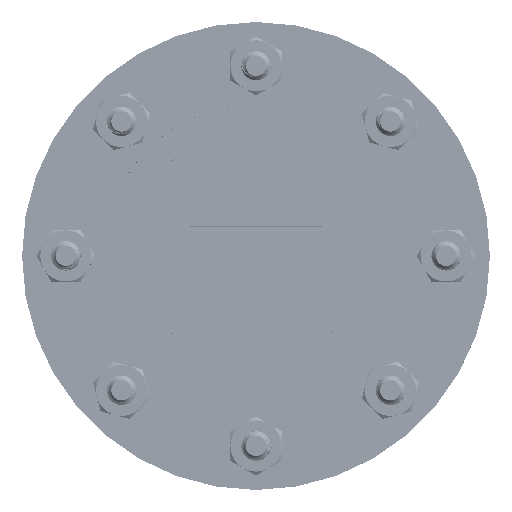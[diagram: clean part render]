
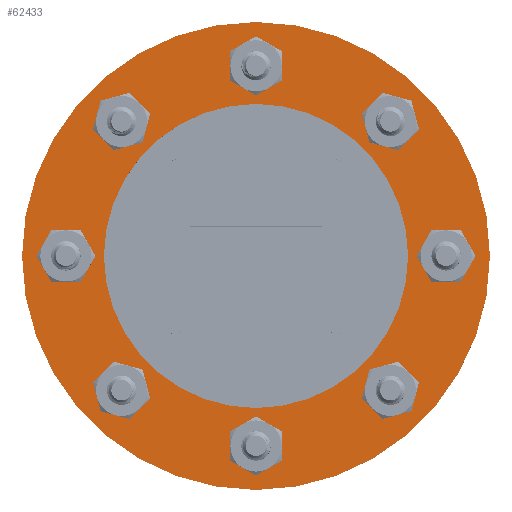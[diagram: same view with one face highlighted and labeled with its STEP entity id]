
A CAD part, top view. The second image highlights one B-rep face of the part: STEP entity #62433.
In plain terms, the highlighted planar face has unit normal (0, 0, 1).
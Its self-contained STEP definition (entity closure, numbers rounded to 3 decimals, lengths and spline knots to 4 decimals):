
#1948 = DIRECTION ( 'NONE',  ( 0., 0., 1. ) ) ;
#3087 = VERTEX_POINT ( 'NONE', #72514 ) ;
#4868 = EDGE_CURVE ( 'NONE', #34653, #34653, #48029, .T. ) ;
#6304 = EDGE_LOOP ( 'NONE', ( #43916 ) ) ;
#9569 = EDGE_CURVE ( 'NONE', #83073, #83073, #32456, .T. ) ;
#10206 = DIRECTION ( 'NONE',  ( 1., 0., 0. ) ) ;
#13390 = DIRECTION ( 'NONE',  ( 1., 0., 0. ) ) ;
#19799 = CARTESIAN_POINT ( 'NONE',  ( 0., 0., -2.42 ) ) ;
#20336 = AXIS2_PLACEMENT_3D ( 'NONE', #19799, #69092, #13390 ) ;
#22229 = AXIS2_PLACEMENT_3D ( 'NONE', #27070, #48089, #41245 ) ;
#22959 = DIRECTION ( 'NONE',  ( 1., 0., 0. ) ) ;
#25416 = CIRCLE ( 'NONE', #50181, 0.1023 ) ;
#26346 = EDGE_LOOP ( 'NONE', ( #77412 ) ) ;
#27070 = CARTESIAN_POINT ( 'NONE',  ( 0., 0., -2.42 ) ) ;
#29392 = FACE_OUTER_BOUND ( 'NONE', #26346, .T. ) ;
#32456 = CIRCLE ( 'NONE', #22229, 1.3 ) ;
#34653 = VERTEX_POINT ( 'NONE', #48802 ) ;
#36687 = CARTESIAN_POINT ( 'NONE',  ( 0., 1.625, -2.42 ) ) ;
#41245 = DIRECTION ( 'NONE',  ( 1., 0., 0. ) ) ;
#43550 = FACE_BOUND ( 'NONE', #72861, .T. ) ;
#43916 = ORIENTED_EDGE ( 'NONE', *, *, #9569, .F. ) ;
#44444 = PLANE ( 'NONE',  #48273 ) ;
#44895 = DIRECTION ( 'NONE',  ( 0., 0., 1. ) ) ;
#47890 = CARTESIAN_POINT ( 'NONE',  ( 1.3, 0., -2.42 ) ) ;
#48029 = CIRCLE ( 'NONE', #20336, 2. ) ;
#48089 = DIRECTION ( 'NONE',  ( 0., 0., 1. ) ) ;
#48273 = AXIS2_PLACEMENT_3D ( 'NONE', #57662, #44895, #10206 ) ;
#48802 = CARTESIAN_POINT ( 'NONE',  ( 2., 0., -2.42 ) ) ;
#50181 = AXIS2_PLACEMENT_3D ( 'NONE', #36687, #1948, #22959 ) ;
#50854 = EDGE_CURVE ( 'NONE', #3087, #3087, #25416, .T. ) ;
#57223 = FACE_BOUND ( 'NONE', #6304, .T. ) ;
#57662 = CARTESIAN_POINT ( 'NONE',  ( 0., 0., -2.42 ) ) ;
#62433 = ADVANCED_FACE ( 'NONE', ( #43550, #29392, #57223 ), #44444, .T. ) ;
#69092 = DIRECTION ( 'NONE',  ( 0., 0., 1. ) ) ;
#72514 = CARTESIAN_POINT ( 'NONE',  ( 0.1023, 1.625, -2.42 ) ) ;
#72861 = EDGE_LOOP ( 'NONE', ( #84545 ) ) ;
#77412 = ORIENTED_EDGE ( 'NONE', *, *, #4868, .T. ) ;
#83073 = VERTEX_POINT ( 'NONE', #47890 ) ;
#84545 = ORIENTED_EDGE ( 'NONE', *, *, #50854, .F. ) ;
